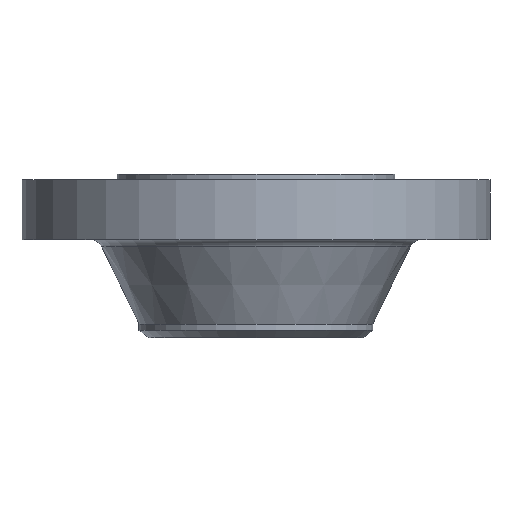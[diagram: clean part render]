
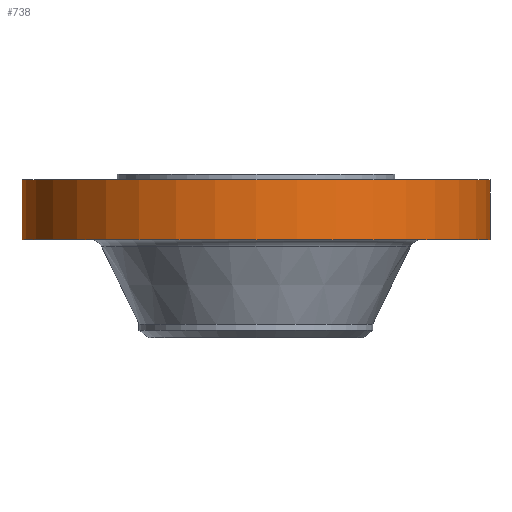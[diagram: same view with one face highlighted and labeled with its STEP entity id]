
A CAD part, front view. The second image highlights one B-rep face of the part: STEP entity #738.
In plain terms, the highlighted cylindrical face has radius 273.05 mm (diameter 546.1 mm), a partial arc.
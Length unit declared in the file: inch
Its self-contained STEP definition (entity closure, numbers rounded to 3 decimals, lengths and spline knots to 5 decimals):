
#26 = LINE ( 'NONE', #1123, #1100 ) ;
#112 = EDGE_CURVE ( 'NONE', #273, #435, #26, .T. ) ;
#121 = CARTESIAN_POINT ( 'NONE',  ( -10.75, 0., 0. ) ) ;
#132 = DIRECTION ( 'NONE',  ( 1., 0., 0. ) ) ;
#171 = DIRECTION ( 'NONE',  ( 0., 0., 1. ) ) ;
#273 = VERTEX_POINT ( 'NONE', #1546 ) ;
#278 = DIRECTION ( 'NONE',  ( 0., 0., 1. ) ) ;
#300 = CARTESIAN_POINT ( 'NONE',  ( -10.75, 0., -3. ) ) ;
#375 = DIRECTION ( 'NONE',  ( 0., 0., 1. ) ) ;
#435 = VERTEX_POINT ( 'NONE', #915 ) ;
#492 = CIRCLE ( 'NONE', #1222, 10.75 ) ;
#637 = DIRECTION ( 'NONE',  ( 0., 0., 1. ) ) ;
#640 = ORIENTED_EDGE ( 'NONE', *, *, #1136, .F. ) ;
#666 = EDGE_CURVE ( 'NONE', #1541, #435, #492, .T. ) ;
#738 = ADVANCED_FACE ( 'NONE', ( #1017 ), #1559, .T. ) ;
#757 = ORIENTED_EDGE ( 'NONE', *, *, #112, .T. ) ;
#831 = ORIENTED_EDGE ( 'NONE', *, *, #666, .F. ) ;
#897 = CIRCLE ( 'NONE', #1382, 10.75 ) ;
#915 = CARTESIAN_POINT ( 'NONE',  ( 10.75, 0., -0.25 ) ) ;
#1017 = FACE_OUTER_BOUND ( 'NONE', #1529, .T. ) ;
#1086 = ORIENTED_EDGE ( 'NONE', *, *, #1101, .T. ) ;
#1100 = VECTOR ( 'NONE', #171, 39.37008 ) ;
#1101 = EDGE_CURVE ( 'NONE', #1240, #273, #897, .T. ) ;
#1123 = CARTESIAN_POINT ( 'NONE',  ( 10.75, 0., 0. ) ) ;
#1136 = EDGE_CURVE ( 'NONE', #1240, #1541, #1459, .T. ) ;
#1194 = CARTESIAN_POINT ( 'NONE',  ( 0., 0., 0. ) ) ;
#1222 = AXIS2_PLACEMENT_3D ( 'NONE', #1281, #1540, #1576 ) ;
#1240 = VERTEX_POINT ( 'NONE', #300 ) ;
#1281 = CARTESIAN_POINT ( 'NONE',  ( 0., 0., -0.25 ) ) ;
#1286 = CARTESIAN_POINT ( 'NONE',  ( -10.75, 0., -0.25 ) ) ;
#1324 = DIRECTION ( 'NONE',  ( 1., 0., 0. ) ) ;
#1382 = AXIS2_PLACEMENT_3D ( 'NONE', #1582, #637, #1324 ) ;
#1447 = AXIS2_PLACEMENT_3D ( 'NONE', #1194, #278, #132 ) ;
#1459 = LINE ( 'NONE', #121, #1740 ) ;
#1529 = EDGE_LOOP ( 'NONE', ( #640, #1086, #757, #831 ) ) ;
#1540 = DIRECTION ( 'NONE',  ( 0., 0., 1. ) ) ;
#1541 = VERTEX_POINT ( 'NONE', #1286 ) ;
#1546 = CARTESIAN_POINT ( 'NONE',  ( 10.75, 0., -3. ) ) ;
#1559 = CYLINDRICAL_SURFACE ( 'NONE', #1447, 10.75 ) ;
#1576 = DIRECTION ( 'NONE',  ( 1., 0., 0. ) ) ;
#1582 = CARTESIAN_POINT ( 'NONE',  ( 0., 0., -3. ) ) ;
#1740 = VECTOR ( 'NONE', #375, 39.37008 ) ;
